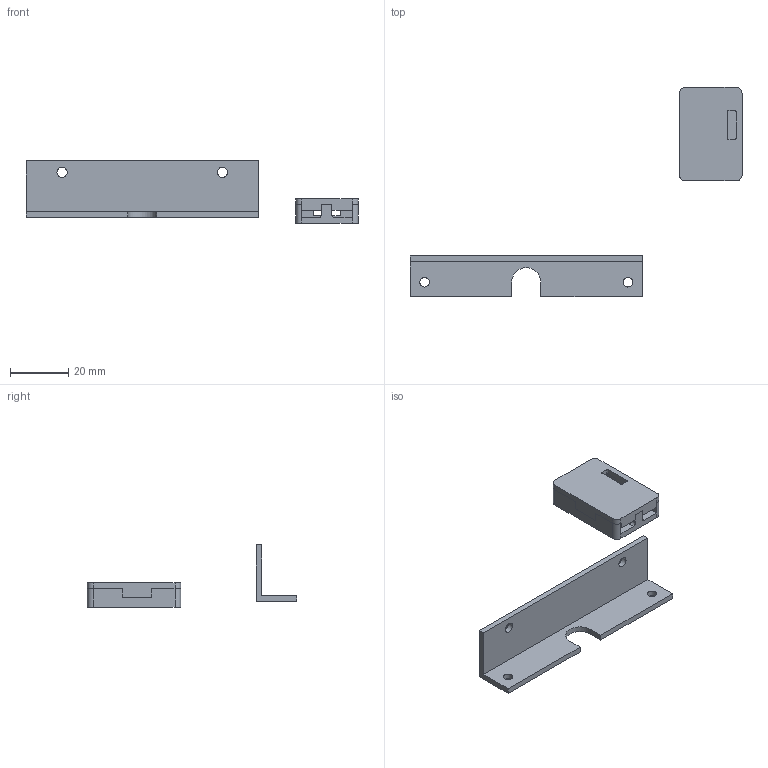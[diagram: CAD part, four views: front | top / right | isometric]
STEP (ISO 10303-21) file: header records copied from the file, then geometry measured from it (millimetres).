
FILE_DESCRIPTION(/* description */ ('STEP AP242','CAx-IF Rec.Pracs.---Representation and Presentation of Product Manufacturing Information (PMI)---4.0---2014-10-13','CAx-IF Rec.Pracs.---3D Tessellated Geometry---0.4---2014-09-14','2;1'),/* implementation_level */ '2;1');
FILE_NAME(/* name */ '68357c44b0d4232e8b1c209e',/* time_stamp */ '2025-05-27T08:48:06Z',/* author */ (''),/* organization */ (''),/* preprocessor_version */ 'ST-DEVELOPER v20',/* originating_system */ 'ONSHAPE BY PTC INC, 1.198',/* authorisation */ ' ');
FILE_SCHEMA (('AP242_MANAGED_MODEL_BASED_3D_ENGINEERING_MIM_LF { 1 0 10303 442 1 1 4 }'));
Length unit declared in the file: metre
Products named in the file (3): battery_mount; cap; body
Bounding box: 114.25 x 72.09 x 21.5 mm (x, y, z)
Volume: 8206 mm3; surface area: 9347.7 mm2
Topology: 3 solids, 3 shells, 81 faces, 228 edges, 152 vertices
Faces by surface type: plane 62, cylinder 19
Full cylindrical faces by diameter (mm): 3.3 x2, 3.5 x2
Entity records: 2655 total; most frequent: CARTESIAN_POINT 456, ORIENTED_EDGE 444, DIRECTION 428, EDGE_CURVE 222, LINE 184, VECTOR 184, VERTEX_POINT 150, AXIS2_PLACEMENT_3D 122
